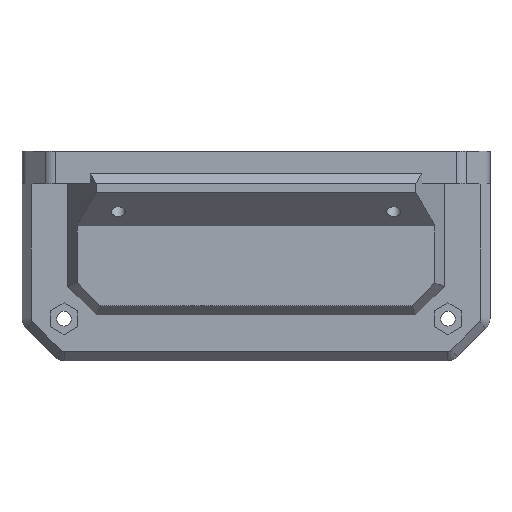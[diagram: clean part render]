
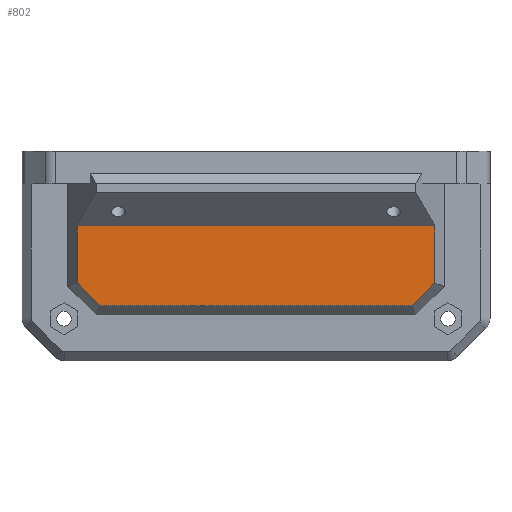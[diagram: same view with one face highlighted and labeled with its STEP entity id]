
A CAD part, front view. The second image highlights one B-rep face of the part: STEP entity #802.
In plain terms, the highlighted free-form (B-spline) face has degree [1, 1] with [2, 2] control points.
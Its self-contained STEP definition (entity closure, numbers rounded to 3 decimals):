
#32 = B_SPLINE_SURFACE_WITH_KNOTS('',1,1,(
    (#33,#34)
    ,(#35,#36)),.UNSPECIFIED.,.F.,.F.,.F.,(2,2),(2,2),(0.,1.),(0.,1.),
  .PIECEWISE_BEZIER_KNOTS.);
#33 = CARTESIAN_POINT('',(74.,2.,14.408));
#34 = CARTESIAN_POINT('',(-4.,2.,14.408));
#35 = CARTESIAN_POINT('',(74.,-5.223,21.63));
#36 = CARTESIAN_POINT('',(-4.,-5.223,21.63));
#55 = VERTEX_POINT('',#56);
#56 = CARTESIAN_POINT('',(-4.,2.,14.408));
#69 = B_SPLINE_SURFACE_WITH_KNOTS('',1,1,(
    (#70,#71)
    ,(#72,#73)),.UNSPECIFIED.,.F.,.F.,.F.,(2,2),(2,2),(0.,1.),(0.,1.),
  .PIECEWISE_BEZIER_KNOTS.);
#70 = CARTESIAN_POINT('',(-6.,5.464,25.83));
#71 = CARTESIAN_POINT('',(0.17,-5.223,25.83
    ));
#72 = CARTESIAN_POINT('',(-6.,5.464,1.172));
#73 = CARTESIAN_POINT('',(0.17,-5.223,1.172)
  );
#80 = EDGE_CURVE('',#55,#81,#83,.T.);
#81 = VERTEX_POINT('',#82);
#82 = CARTESIAN_POINT('',(74.,2.,14.408));
#83 = SURFACE_CURVE('',#84,(#88,#94),.PCURVE_S1.);
#84 = LINE('',#85,#86);
#85 = CARTESIAN_POINT('',(-4.,2.,14.408));
#86 = VECTOR('',#87,1.);
#87 = DIRECTION('',(1.,0.,0.));
#88 = PCURVE('',#32,#89);
#89 = DEFINITIONAL_REPRESENTATION('',(#90),#93);
#90 = B_SPLINE_CURVE_WITH_KNOTS('',1,(#91,#92),.UNSPECIFIED.,.F.,.F.,(2,
    2),(0.,78.),.PIECEWISE_BEZIER_KNOTS.);
#91 = CARTESIAN_POINT('',(0.,1.));
#92 = CARTESIAN_POINT('',(0.,0.));
#93 = ( GEOMETRIC_REPRESENTATION_CONTEXT(2) 
PARAMETRIC_REPRESENTATION_CONTEXT() REPRESENTATION_CONTEXT('2D SPACE',''
  ) );
#94 = PCURVE('',#95,#100);
#95 = B_SPLINE_SURFACE_WITH_KNOTS('',1,1,(
    (#96,#97)
    ,(#98,#99)),.UNSPECIFIED.,.F.,.F.,.F.,(2,2),(2,2),(0.,1.),(0.,1.),
  .PIECEWISE_BEZIER_KNOTS.);
#96 = CARTESIAN_POINT('',(-4.,2.,14.408));
#97 = CARTESIAN_POINT('',(74.,2.,14.408));
#98 = CARTESIAN_POINT('',(-4.,2.,-3.));
#99 = CARTESIAN_POINT('',(74.,2.,-3.));
#100 = DEFINITIONAL_REPRESENTATION('',(#101),#104);
#101 = B_SPLINE_CURVE_WITH_KNOTS('',1,(#102,#103),.UNSPECIFIED.,.F.,.F.,
  (2,2),(0.,78.),.PIECEWISE_BEZIER_KNOTS.);
#102 = CARTESIAN_POINT('',(0.,0.));
#103 = CARTESIAN_POINT('',(0.,1.));
#104 = ( GEOMETRIC_REPRESENTATION_CONTEXT(2) 
PARAMETRIC_REPRESENTATION_CONTEXT() REPRESENTATION_CONTEXT('2D SPACE',''
  ) );
#119 = B_SPLINE_SURFACE_WITH_KNOTS('',1,1,(
    (#120,#121)
    ,(#122,#123)),.UNSPECIFIED.,.F.,.F.,.F.,(2,2),(2,2),(0.,1.),(0.,1.),
  .PIECEWISE_BEZIER_KNOTS.);
#120 = CARTESIAN_POINT('',(76.,5.464,1.172));
#121 = CARTESIAN_POINT('',(69.83,-5.223,
    1.172));
#122 = CARTESIAN_POINT('',(76.,5.464,25.83));
#123 = CARTESIAN_POINT('',(69.83,-5.223,
    25.83));
#686 = VERTEX_POINT('',#687);
#687 = CARTESIAN_POINT('',(-4.,2.,2.));
#700 = B_SPLINE_SURFACE_WITH_KNOTS('',1,1,(
    (#701,#702)
    ,(#703,#704)),.UNSPECIFIED.,.F.,.F.,.F.,(2,2),(2,2),(0.,1.),(0.,1.),
  .PIECEWISE_BEZIER_KNOTS.);
#701 = CARTESIAN_POINT('',(-6.,5.464,1.172));
#702 = CARTESIAN_POINT('',(-4.586,2.,2.586));
#703 = CARTESIAN_POINT('',(0.172,5.464,-5.));
#704 = CARTESIAN_POINT('',(1.586,2.,-3.586));
#711 = EDGE_CURVE('',#686,#55,#712,.T.);
#712 = SURFACE_CURVE('',#713,(#717,#723),.PCURVE_S1.);
#713 = LINE('',#714,#715);
#714 = CARTESIAN_POINT('',(-4.,2.,2.));
#715 = VECTOR('',#716,1.);
#716 = DIRECTION('',(0.,0.,1.));
#717 = PCURVE('',#69,#718);
#718 = DEFINITIONAL_REPRESENTATION('',(#719),#722);
#719 = B_SPLINE_CURVE_WITH_KNOTS('',1,(#720,#721),.UNSPECIFIED.,.F.,.F.,
  (2,2),(0.,12.408),.PIECEWISE_BEZIER_KNOTS.);
#720 = CARTESIAN_POINT('',(0.966,0.324));
#721 = CARTESIAN_POINT('',(0.463,0.324));
#722 = ( GEOMETRIC_REPRESENTATION_CONTEXT(2) 
PARAMETRIC_REPRESENTATION_CONTEXT() REPRESENTATION_CONTEXT('2D SPACE',''
  ) );
#723 = PCURVE('',#95,#724);
#724 = DEFINITIONAL_REPRESENTATION('',(#725),#728);
#725 = B_SPLINE_CURVE_WITH_KNOTS('',1,(#726,#727),.UNSPECIFIED.,.F.,.F.,
  (2,2),(0.,12.408),.PIECEWISE_BEZIER_KNOTS.);
#726 = CARTESIAN_POINT('',(0.713,0.));
#727 = CARTESIAN_POINT('',(0.,0.));
#728 = ( GEOMETRIC_REPRESENTATION_CONTEXT(2) 
PARAMETRIC_REPRESENTATION_CONTEXT() REPRESENTATION_CONTEXT('2D SPACE',''
  ) );
#802 = ADVANCED_FACE('',(#803),#95,.T.);
#803 = FACE_BOUND('',#804,.T.);
#804 = EDGE_LOOP('',(#805,#806,#807,#828,#854,#880));
#805 = ORIENTED_EDGE('',*,*,#80,.F.);
#806 = ORIENTED_EDGE('',*,*,#711,.F.);
#807 = ORIENTED_EDGE('',*,*,#808,.F.);
#808 = EDGE_CURVE('',#809,#686,#811,.T.);
#809 = VERTEX_POINT('',#810);
#810 = CARTESIAN_POINT('',(1.,2.,-3.));
#811 = SURFACE_CURVE('',#812,(#816,#822),.PCURVE_S1.);
#812 = LINE('',#813,#814);
#813 = CARTESIAN_POINT('',(1.,2.,-3.));
#814 = VECTOR('',#815,1.);
#815 = DIRECTION('',(-0.707,0.,0.707));
#816 = PCURVE('',#95,#817);
#817 = DEFINITIONAL_REPRESENTATION('',(#818),#821);
#818 = B_SPLINE_CURVE_WITH_KNOTS('',1,(#819,#820),.UNSPECIFIED.,.F.,.F.,
  (2,2),(0.,7.071),.PIECEWISE_BEZIER_KNOTS.);
#819 = CARTESIAN_POINT('',(1.,0.064));
#820 = CARTESIAN_POINT('',(0.713,0.));
#821 = ( GEOMETRIC_REPRESENTATION_CONTEXT(2) 
PARAMETRIC_REPRESENTATION_CONTEXT() REPRESENTATION_CONTEXT('2D SPACE',''
  ) );
#822 = PCURVE('',#700,#823);
#823 = DEFINITIONAL_REPRESENTATION('',(#824),#827);
#824 = B_SPLINE_CURVE_WITH_KNOTS('',1,(#825,#826),.UNSPECIFIED.,.F.,.F.,
  (2,2),(0.,7.071),.PIECEWISE_BEZIER_KNOTS.);
#825 = CARTESIAN_POINT('',(0.905,1.));
#826 = CARTESIAN_POINT('',(0.095,1.));
#827 = ( GEOMETRIC_REPRESENTATION_CONTEXT(2) 
PARAMETRIC_REPRESENTATION_CONTEXT() REPRESENTATION_CONTEXT('2D SPACE',''
  ) );
#828 = ORIENTED_EDGE('',*,*,#829,.F.);
#829 = EDGE_CURVE('',#830,#809,#832,.T.);
#830 = VERTEX_POINT('',#831);
#831 = CARTESIAN_POINT('',(69.,2.,-3.));
#832 = SURFACE_CURVE('',#833,(#837,#843),.PCURVE_S1.);
#833 = LINE('',#834,#835);
#834 = CARTESIAN_POINT('',(69.,2.,-3.));
#835 = VECTOR('',#836,1.);
#836 = DIRECTION('',(-1.,0.,0.));
#837 = PCURVE('',#95,#838);
#838 = DEFINITIONAL_REPRESENTATION('',(#839),#842);
#839 = B_SPLINE_CURVE_WITH_KNOTS('',1,(#840,#841),.UNSPECIFIED.,.F.,.F.,
  (2,2),(0.,68.),.PIECEWISE_BEZIER_KNOTS.);
#840 = CARTESIAN_POINT('',(1.,0.936));
#841 = CARTESIAN_POINT('',(1.,0.064));
#842 = ( GEOMETRIC_REPRESENTATION_CONTEXT(2) 
PARAMETRIC_REPRESENTATION_CONTEXT() REPRESENTATION_CONTEXT('2D SPACE',''
  ) );
#843 = PCURVE('',#844,#849);
#844 = B_SPLINE_SURFACE_WITH_KNOTS('',1,1,(
    (#845,#846)
    ,(#847,#848)),.UNSPECIFIED.,.F.,.F.,.F.,(2,2),(2,2),(0.,1.),(0.,1.),
  .PIECEWISE_BEZIER_KNOTS.);
#845 = CARTESIAN_POINT('',(0.172,5.464,-5.));
#846 = CARTESIAN_POINT('',(0.172,2.,-3.));
#847 = CARTESIAN_POINT('',(69.828,5.464,-5.));
#848 = CARTESIAN_POINT('',(69.828,2.,-3.));
#849 = DEFINITIONAL_REPRESENTATION('',(#850),#853);
#850 = B_SPLINE_CURVE_WITH_KNOTS('',1,(#851,#852),.UNSPECIFIED.,.F.,.F.,
  (2,2),(0.,68.),.PIECEWISE_BEZIER_KNOTS.);
#851 = CARTESIAN_POINT('',(0.988,1.));
#852 = CARTESIAN_POINT('',(0.012,1.));
#853 = ( GEOMETRIC_REPRESENTATION_CONTEXT(2) 
PARAMETRIC_REPRESENTATION_CONTEXT() REPRESENTATION_CONTEXT('2D SPACE',''
  ) );
#854 = ORIENTED_EDGE('',*,*,#855,.F.);
#855 = EDGE_CURVE('',#856,#830,#858,.T.);
#856 = VERTEX_POINT('',#857);
#857 = CARTESIAN_POINT('',(74.,2.,2.));
#858 = SURFACE_CURVE('',#859,(#863,#869),.PCURVE_S1.);
#859 = LINE('',#860,#861);
#860 = CARTESIAN_POINT('',(74.,2.,2.));
#861 = VECTOR('',#862,1.);
#862 = DIRECTION('',(-0.707,0.,-0.707));
#863 = PCURVE('',#95,#864);
#864 = DEFINITIONAL_REPRESENTATION('',(#865),#868);
#865 = B_SPLINE_CURVE_WITH_KNOTS('',1,(#866,#867),.UNSPECIFIED.,.F.,.F.,
  (2,2),(0.,7.071),.PIECEWISE_BEZIER_KNOTS.);
#866 = CARTESIAN_POINT('',(0.713,1.));
#867 = CARTESIAN_POINT('',(1.,0.936));
#868 = ( GEOMETRIC_REPRESENTATION_CONTEXT(2) 
PARAMETRIC_REPRESENTATION_CONTEXT() REPRESENTATION_CONTEXT('2D SPACE',''
  ) );
#869 = PCURVE('',#870,#875);
#870 = B_SPLINE_SURFACE_WITH_KNOTS('',1,1,(
    (#871,#872)
    ,(#873,#874)),.UNSPECIFIED.,.F.,.F.,.F.,(2,2),(2,2),(0.,1.),(0.,1.),
  .PIECEWISE_BEZIER_KNOTS.);
#871 = CARTESIAN_POINT('',(69.828,5.464,-5.));
#872 = CARTESIAN_POINT('',(68.414,2.,-3.586));
#873 = CARTESIAN_POINT('',(76.,5.464,1.172));
#874 = CARTESIAN_POINT('',(74.586,2.,2.586));
#875 = DEFINITIONAL_REPRESENTATION('',(#876),#879);
#876 = B_SPLINE_CURVE_WITH_KNOTS('',1,(#877,#878),.UNSPECIFIED.,.F.,.F.,
  (2,2),(0.,7.071),.PIECEWISE_BEZIER_KNOTS.);
#877 = CARTESIAN_POINT('',(0.905,1.));
#878 = CARTESIAN_POINT('',(0.095,1.));
#879 = ( GEOMETRIC_REPRESENTATION_CONTEXT(2) 
PARAMETRIC_REPRESENTATION_CONTEXT() REPRESENTATION_CONTEXT('2D SPACE',''
  ) );
#880 = ORIENTED_EDGE('',*,*,#881,.F.);
#881 = EDGE_CURVE('',#81,#856,#882,.T.);
#882 = SURFACE_CURVE('',#883,(#887,#893),.PCURVE_S1.);
#883 = LINE('',#884,#885);
#884 = CARTESIAN_POINT('',(74.,2.,14.408));
#885 = VECTOR('',#886,1.);
#886 = DIRECTION('',(0.,0.,-1.));
#887 = PCURVE('',#95,#888);
#888 = DEFINITIONAL_REPRESENTATION('',(#889),#892);
#889 = B_SPLINE_CURVE_WITH_KNOTS('',1,(#890,#891),.UNSPECIFIED.,.F.,.F.,
  (2,2),(0.,12.408),.PIECEWISE_BEZIER_KNOTS.);
#890 = CARTESIAN_POINT('',(0.,1.));
#891 = CARTESIAN_POINT('',(0.713,1.));
#892 = ( GEOMETRIC_REPRESENTATION_CONTEXT(2) 
PARAMETRIC_REPRESENTATION_CONTEXT() REPRESENTATION_CONTEXT('2D SPACE',''
  ) );
#893 = PCURVE('',#119,#894);
#894 = DEFINITIONAL_REPRESENTATION('',(#895),#898);
#895 = B_SPLINE_CURVE_WITH_KNOTS('',1,(#896,#897),.UNSPECIFIED.,.F.,.F.,
  (2,2),(0.,12.408),.PIECEWISE_BEZIER_KNOTS.);
#896 = CARTESIAN_POINT('',(0.537,0.324));
#897 = CARTESIAN_POINT('',(0.034,0.324));
#898 = ( GEOMETRIC_REPRESENTATION_CONTEXT(2) 
PARAMETRIC_REPRESENTATION_CONTEXT() REPRESENTATION_CONTEXT('2D SPACE',''
  ) );
